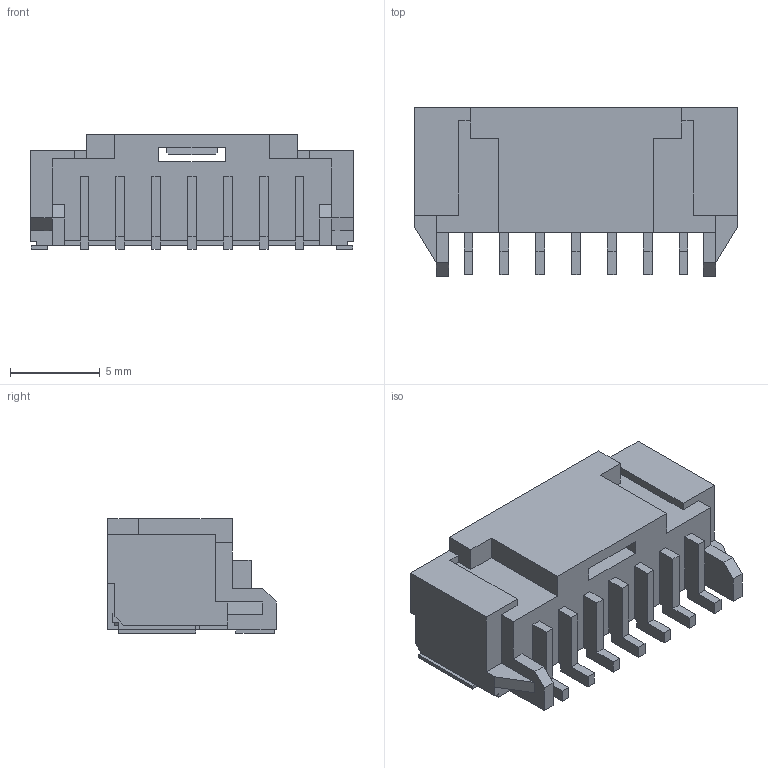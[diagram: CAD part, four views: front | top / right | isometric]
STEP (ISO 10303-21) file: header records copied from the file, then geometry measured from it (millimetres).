
FILE_DESCRIPTION((''),'2;1');
FILE_NAME('5023520700','2017-05-30T',('ksrinivasara'),(''),'PRO/ENGINEER BY PARAMETRIC TECHNOLOGY CORPORATION, 2012310','PRO/ENGINEER BY PARAMETRIC TECHNOLOGY CORPORATION, 2012310','');
FILE_SCHEMA(('CONFIG_CONTROL_DESIGN'));
Length unit declared in the file: millimetre
Products named in the file (1): 5023520700
Bounding box: 18 x 9.4 x 6.4 mm (x, y, z)
Volume: 374.9 mm3; surface area: 1042.2 mm2
Topology: 1 solids, 1 shells, 344 faces, 989 edges, 650 vertices
Faces by surface type: plane 336, cylinder 8
Entity records: 10973 total; most frequent: CARTESIAN_POINT 1948, ORIENTED_EDGE 1906, DIRECTION 1695, VECTOR 973, LINE 973, EDGE_CURVE 953, VERTEX_POINT 614, AXIS2_PLACEMENT_3D 361
